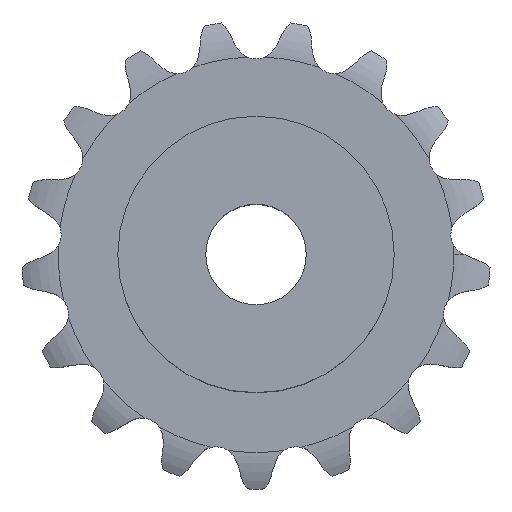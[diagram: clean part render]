
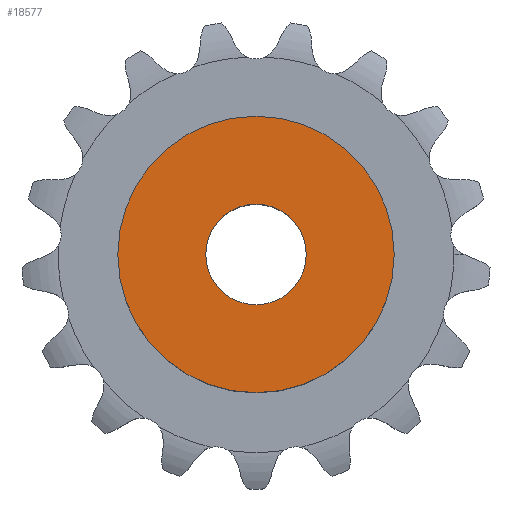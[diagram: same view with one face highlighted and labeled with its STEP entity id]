
A CAD part, top view. The second image highlights one B-rep face of the part: STEP entity #18577.
In plain terms, the highlighted planar face has unit normal (0, 0, 1).
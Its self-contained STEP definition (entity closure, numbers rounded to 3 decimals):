
#2619 = CYLINDRICAL_SURFACE('',#2620,11.);
#2620 = AXIS2_PLACEMENT_3D('',#2621,#2622,#2623);
#2621 = CARTESIAN_POINT('',(0.,0.,0.));
#2622 = DIRECTION('',(-0.,-0.,-1.));
#2623 = DIRECTION('',(1.,0.,0.));
#12010 = VERTEX_POINT('',#12011);
#12011 = CARTESIAN_POINT('',(11.,0.,14.));
#12032 = EDGE_CURVE('',#12010,#12010,#12033,.T.);
#12033 = SURFACE_CURVE('',#12034,(#12039,#12046),.PCURVE_S1.);
#12034 = CIRCLE('',#12035,11.);
#12035 = AXIS2_PLACEMENT_3D('',#12036,#12037,#12038);
#12036 = CARTESIAN_POINT('',(0.,0.,14.));
#12037 = DIRECTION('',(0.,0.,1.));
#12038 = DIRECTION('',(1.,0.,0.));
#12039 = PCURVE('',#2619,#12040);
#12040 = DEFINITIONAL_REPRESENTATION('',(#12041),#12045);
#12041 = LINE('',#12042,#12043);
#12042 = CARTESIAN_POINT('',(-0.,-14.));
#12043 = VECTOR('',#12044,1.);
#12044 = DIRECTION('',(-1.,0.));
#12045 = ( GEOMETRIC_REPRESENTATION_CONTEXT(2) 
PARAMETRIC_REPRESENTATION_CONTEXT() REPRESENTATION_CONTEXT('2D SPACE',''
  ) );
#12046 = PCURVE('',#12047,#12052);
#12047 = PLANE('',#12048);
#12048 = AXIS2_PLACEMENT_3D('',#12049,#12050,#12051);
#12049 = CARTESIAN_POINT('',(0.,0.,14.
    ));
#12050 = DIRECTION('',(0.,0.,1.));
#12051 = DIRECTION('',(1.,0.,0.));
#12052 = DEFINITIONAL_REPRESENTATION('',(#12053),#12057);
#12053 = CIRCLE('',#12054,11.);
#12054 = AXIS2_PLACEMENT_2D('',#12055,#12056);
#12055 = CARTESIAN_POINT('',(0.,0.));
#12056 = DIRECTION('',(1.,0.));
#12057 = ( GEOMETRIC_REPRESENTATION_CONTEXT(2) 
PARAMETRIC_REPRESENTATION_CONTEXT() REPRESENTATION_CONTEXT('2D SPACE',''
  ) );
#15860 = CYLINDRICAL_SURFACE('',#15861,4.);
#15861 = AXIS2_PLACEMENT_3D('',#15862,#15863,#15864);
#15862 = CARTESIAN_POINT('',(0.,0.,60.155));
#15863 = DIRECTION('',(0.,0.,1.));
#15864 = DIRECTION('',(1.,0.,0.));
#18577 = ADVANCED_FACE('',(#18578,#18581),#12047,.T.);
#18578 = FACE_BOUND('',#18579,.T.);
#18579 = EDGE_LOOP('',(#18580));
#18580 = ORIENTED_EDGE('',*,*,#12032,.T.);
#18581 = FACE_BOUND('',#18582,.T.);
#18582 = EDGE_LOOP('',(#18583));
#18583 = ORIENTED_EDGE('',*,*,#18584,.F.);
#18584 = EDGE_CURVE('',#18585,#18585,#18587,.T.);
#18585 = VERTEX_POINT('',#18586);
#18586 = CARTESIAN_POINT('',(4.,0.,14.));
#18587 = SURFACE_CURVE('',#18588,(#18593,#18600),.PCURVE_S1.);
#18588 = CIRCLE('',#18589,4.);
#18589 = AXIS2_PLACEMENT_3D('',#18590,#18591,#18592);
#18590 = CARTESIAN_POINT('',(0.,0.,14.));
#18591 = DIRECTION('',(0.,0.,1.));
#18592 = DIRECTION('',(1.,0.,0.));
#18593 = PCURVE('',#12047,#18594);
#18594 = DEFINITIONAL_REPRESENTATION('',(#18595),#18599);
#18595 = CIRCLE('',#18596,4.);
#18596 = AXIS2_PLACEMENT_2D('',#18597,#18598);
#18597 = CARTESIAN_POINT('',(0.,0.));
#18598 = DIRECTION('',(1.,0.));
#18599 = ( GEOMETRIC_REPRESENTATION_CONTEXT(2) 
PARAMETRIC_REPRESENTATION_CONTEXT() REPRESENTATION_CONTEXT('2D SPACE',''
  ) );
#18600 = PCURVE('',#15860,#18601);
#18601 = DEFINITIONAL_REPRESENTATION('',(#18602),#18606);
#18602 = LINE('',#18603,#18604);
#18603 = CARTESIAN_POINT('',(0.,-46.155));
#18604 = VECTOR('',#18605,1.);
#18605 = DIRECTION('',(1.,0.));
#18606 = ( GEOMETRIC_REPRESENTATION_CONTEXT(2) 
PARAMETRIC_REPRESENTATION_CONTEXT() REPRESENTATION_CONTEXT('2D SPACE',''
  ) );
